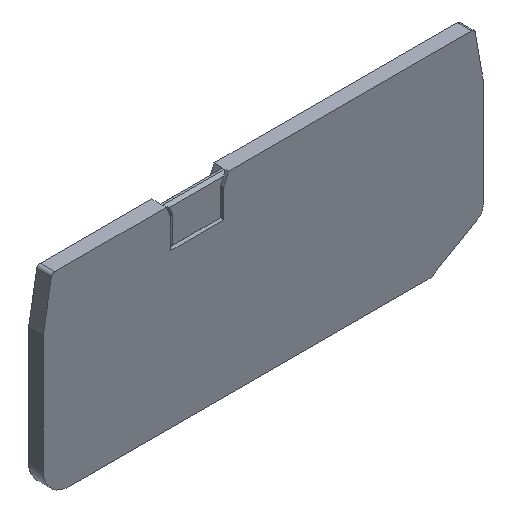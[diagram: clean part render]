
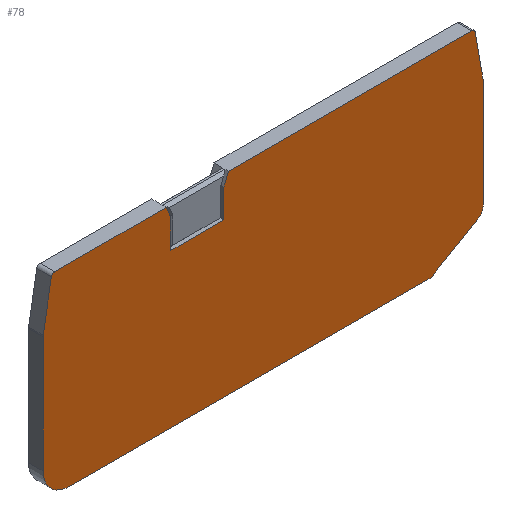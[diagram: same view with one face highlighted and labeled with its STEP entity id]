
A CAD part, isometric view. The second image highlights one B-rep face of the part: STEP entity #78.
In plain terms, the highlighted planar face has unit normal (0, -1, 0).
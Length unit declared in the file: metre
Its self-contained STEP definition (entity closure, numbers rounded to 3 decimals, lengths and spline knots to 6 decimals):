
#78 = ADVANCED_FACE( '', ( #128 ), #129, .T. );
#128 = FACE_OUTER_BOUND( '', #226, .T. );
#129 = PLANE( '', #227 );
#226 = EDGE_LOOP( '', ( #343, #344, #345, #346, #347, #348, #349, #350, #351, #352, #353, #354, #355, #356, #357, #358, #359, #360, #361, #362 ) );
#227 = AXIS2_PLACEMENT_3D( '', #363, #364, #365 );
#343 = ORIENTED_EDGE( '', *, *, #688, .T. );
#344 = ORIENTED_EDGE( '', *, *, #689, .T. );
#345 = ORIENTED_EDGE( '', *, *, #690, .T. );
#346 = ORIENTED_EDGE( '', *, *, #691, .T. );
#347 = ORIENTED_EDGE( '', *, *, #692, .T. );
#348 = ORIENTED_EDGE( '', *, *, #693, .T. );
#349 = ORIENTED_EDGE( '', *, *, #694, .T. );
#350 = ORIENTED_EDGE( '', *, *, #695, .T. );
#351 = ORIENTED_EDGE( '', *, *, #696, .T. );
#352 = ORIENTED_EDGE( '', *, *, #697, .T. );
#353 = ORIENTED_EDGE( '', *, *, #698, .T. );
#354 = ORIENTED_EDGE( '', *, *, #699, .T. );
#355 = ORIENTED_EDGE( '', *, *, #700, .T. );
#356 = ORIENTED_EDGE( '', *, *, #686, .T. );
#357 = ORIENTED_EDGE( '', *, *, #701, .T. );
#358 = ORIENTED_EDGE( '', *, *, #702, .T. );
#359 = ORIENTED_EDGE( '', *, *, #703, .T. );
#360 = ORIENTED_EDGE( '', *, *, #704, .T. );
#361 = ORIENTED_EDGE( '', *, *, #705, .T. );
#362 = ORIENTED_EDGE( '', *, *, #706, .T. );
#363 = CARTESIAN_POINT( '', ( 0.036704, -0.0022, 0.0187 ) );
#364 = DIRECTION( '', ( 0., -1., 0. ) );
#365 = DIRECTION( '', ( 0., 0., -1. ) );
#686 = EDGE_CURVE( '', #809, #807, #810, .T. );
#688 = EDGE_CURVE( '', #812, #813, #814, .T. );
#689 = EDGE_CURVE( '', #813, #815, #816, .T. );
#690 = EDGE_CURVE( '', #815, #817, #818, .T. );
#691 = EDGE_CURVE( '', #817, #819, #820, .T. );
#692 = EDGE_CURVE( '', #819, #821, #822, .T. );
#693 = EDGE_CURVE( '', #821, #823, #824, .T. );
#694 = EDGE_CURVE( '', #823, #825, #826, .T. );
#695 = EDGE_CURVE( '', #825, #827, #828, .T. );
#696 = EDGE_CURVE( '', #827, #829, #830, .T. );
#697 = EDGE_CURVE( '', #829, #831, #832, .T. );
#698 = EDGE_CURVE( '', #831, #833, #834, .T. );
#699 = EDGE_CURVE( '', #833, #835, #836, .T. );
#700 = EDGE_CURVE( '', #835, #809, #837, .T. );
#701 = EDGE_CURVE( '', #807, #838, #839, .T. );
#702 = EDGE_CURVE( '', #838, #840, #841, .T. );
#703 = EDGE_CURVE( '', #840, #842, #843, .T. );
#704 = EDGE_CURVE( '', #842, #844, #845, .T. );
#705 = EDGE_CURVE( '', #844, #846, #847, .T. );
#706 = EDGE_CURVE( '', #846, #812, #848, .T. );
#807 = VERTEX_POINT( '', #997 );
#809 = VERTEX_POINT( '', #1000 );
#810 = CIRCLE( '', #1001, 0.001 );
#812 = VERTEX_POINT( '', #1004 );
#813 = VERTEX_POINT( '', #1005 );
#814 = LINE( '', #1006, #1007 );
#815 = VERTEX_POINT( '', #1008 );
#816 = LINE( '', #1009, #1010 );
#817 = VERTEX_POINT( '', #1011 );
#818 = LINE( '', #1012, #1013 );
#819 = VERTEX_POINT( '', #1014 );
#820 = LINE( '', #1015, #1016 );
#821 = VERTEX_POINT( '', #1017 );
#822 = LINE( '', #1018, #1019 );
#823 = VERTEX_POINT( '', #1020 );
#824 = LINE( '', #1021, #1022 );
#825 = VERTEX_POINT( '', #1023 );
#826 = LINE( '', #1024, #1025 );
#827 = VERTEX_POINT( '', #1026 );
#828 = CIRCLE( '', #1027, 0.0005 );
#829 = VERTEX_POINT( '', #1028 );
#830 = LINE( '', #1029, #1030 );
#831 = VERTEX_POINT( '', #1031 );
#832 = CIRCLE( '', #1032, 0.001 );
#833 = VERTEX_POINT( '', #1033 );
#834 = LINE( '', #1034, #1035 );
#835 = VERTEX_POINT( '', #1036 );
#836 = CIRCLE( '', #1037, 0.004 );
#837 = LINE( '', #1038, #1039 );
#838 = VERTEX_POINT( '', #1040 );
#839 = LINE( '', #1041, #1042 );
#840 = VERTEX_POINT( '', #1043 );
#841 = CIRCLE( '', #1044, 0.002 );
#842 = VERTEX_POINT( '', #1045 );
#843 = LINE( '', #1046, #1047 );
#844 = VERTEX_POINT( '', #1048 );
#845 = CIRCLE( '', #1049, 0.001 );
#846 = VERTEX_POINT( '', #1050 );
#847 = LINE( '', #1051, #1052 );
#848 = CIRCLE( '', #1053, 0.0005 );
#997 = CARTESIAN_POINT( '', ( 0.030711, -0.0022, -0.009866 ) );
#1000 = CARTESIAN_POINT( '', ( 0.030211, -0.0022, -0.01 ) );
#1001 = AXIS2_PLACEMENT_3D( '', #1240, #1241, #1242 );
#1004 = CARTESIAN_POINT( '', ( 0.036704, -0.0022, 0.0192 ) );
#1005 = CARTESIAN_POINT( '', ( -0.000046, -0.0022, 0.0192 ) );
#1006 = CARTESIAN_POINT( '', ( 0.036704, -0.0022, 0.0192 ) );
#1007 = VECTOR( '', #1244, 1. );
#1008 = CARTESIAN_POINT( '', ( -0.00075, -0.0022, 0.0175 ) );
#1009 = CARTESIAN_POINT( '', ( 0.005159, -0.0022, 0.031766 ) );
#1010 = VECTOR( '', #1245, 1. );
#1011 = CARTESIAN_POINT( '', ( -0.00075, -0.0022, 0.0132 ) );
#1012 = CARTESIAN_POINT( '', ( -0.00075, -0.0022, 0.0187 ) );
#1013 = VECTOR( '', #1246, 1. );
#1014 = CARTESIAN_POINT( '', ( -0.00875, -0.0022, 0.0132 ) );
#1015 = CARTESIAN_POINT( '', ( 0.036704, -0.0022, 0.0132 ) );
#1016 = VECTOR( '', #1247, 1. );
#1017 = CARTESIAN_POINT( '', ( -0.00875, -0.0022, 0.0175 ) );
#1018 = CARTESIAN_POINT( '', ( -0.00875, -0.0022, 0.0187 ) );
#1019 = VECTOR( '', #1248, 1. );
#1020 = CARTESIAN_POINT( '', ( -0.009454, -0.0022, 0.0192 ) );
#1021 = CARTESIAN_POINT( '', ( -0.002518, -0.0022, 0.002454 ) );
#1022 = VECTOR( '', #1249, 1. );
#1023 = CARTESIAN_POINT( '', ( -0.026304, -0.0022, 0.0192 ) );
#1024 = CARTESIAN_POINT( '', ( 0.036704, -0.0022, 0.0192 ) );
#1025 = VECTOR( '', #1250, 1. );
#1026 = CARTESIAN_POINT( '', ( -0.026796, -0.0022, 0.018787 ) );
#1027 = AXIS2_PLACEMENT_3D( '', #1251, #1252, #1253 );
#1028 = CARTESIAN_POINT( '', ( -0.028035, -0.0022, 0.011762 ) );
#1029 = CARTESIAN_POINT( '', ( -0.026796, -0.0022, 0.018787 ) );
#1030 = VECTOR( '', #1254, 1. );
#1031 = CARTESIAN_POINT( '', ( -0.02805, -0.0022, 0.011588 ) );
#1032 = AXIS2_PLACEMENT_3D( '', #1255, #1256, #1257 );
#1033 = CARTESIAN_POINT( '', ( -0.02805, -0.0022, -0.006 ) );
#1034 = CARTESIAN_POINT( '', ( -0.02805, -0.0022, 0.011588 ) );
#1035 = VECTOR( '', #1258, 1. );
#1036 = CARTESIAN_POINT( '', ( -0.02405, -0.0022, -0.01 ) );
#1037 = AXIS2_PLACEMENT_3D( '', #1259, #1260, #1261 );
#1038 = CARTESIAN_POINT( '', ( -0.02405, -0.0022, -0.01 ) );
#1039 = VECTOR( '', #1262, 1. );
#1040 = CARTESIAN_POINT( '', ( 0.03745, -0.0022, -0.005975 ) );
#1041 = CARTESIAN_POINT( '', ( 0.03745, -0.0022, -0.005975 ) );
#1042 = VECTOR( '', #1263, 1. );
#1043 = CARTESIAN_POINT( '', ( 0.03845, -0.0022, -0.004243 ) );
#1044 = AXIS2_PLACEMENT_3D( '', #1264, #1265, #1266 );
#1045 = CARTESIAN_POINT( '', ( 0.03845, -0.0022, 0.011588 ) );
#1046 = CARTESIAN_POINT( '', ( 0.03845, -0.0022, -0.004243 ) );
#1047 = VECTOR( '', #1267, 1. );
#1048 = CARTESIAN_POINT( '', ( 0.038435, -0.0022, 0.011762 ) );
#1049 = AXIS2_PLACEMENT_3D( '', #1268, #1269, #1270 );
#1050 = CARTESIAN_POINT( '', ( 0.037196, -0.0022, 0.018787 ) );
#1051 = CARTESIAN_POINT( '', ( 0.037196, -0.0022, 0.018787 ) );
#1052 = VECTOR( '', #1271, 1. );
#1053 = AXIS2_PLACEMENT_3D( '', #1272, #1273, #1274 );
#1240 = CARTESIAN_POINT( '', ( 0.030211, -0.0022, -0.009 ) );
#1241 = DIRECTION( '', ( 0., -1., 0. ) );
#1242 = DIRECTION( '', ( 1., 0., 0. ) );
#1244 = DIRECTION( '', ( -1., 0., 0. ) );
#1245 = DIRECTION( '', ( -0.383, 0., -0.924 ) );
#1246 = DIRECTION( '', ( 0., 0., -1. ) );
#1247 = DIRECTION( '', ( -1., 0., 0. ) );
#1248 = DIRECTION( '', ( 0., 0., 1. ) );
#1249 = DIRECTION( '', ( -0.383, 0., 0.924 ) );
#1250 = DIRECTION( '', ( -1., 0., 0. ) );
#1251 = CARTESIAN_POINT( '', ( -0.026304, -0.0022, 0.0187 ) );
#1252 = DIRECTION( '', ( 0., -1., 0. ) );
#1253 = DIRECTION( '', ( 1., 0., 0. ) );
#1254 = DIRECTION( '', ( -0.174, 0., -0.985 ) );
#1255 = CARTESIAN_POINT( '', ( -0.02705, -0.0022, 0.011588 ) );
#1256 = DIRECTION( '', ( 0., -1., 0. ) );
#1257 = DIRECTION( '', ( 1., 0., 0. ) );
#1258 = DIRECTION( '', ( 0., 0., -1. ) );
#1259 = CARTESIAN_POINT( '', ( -0.02405, -0.0022, -0.006 ) );
#1260 = DIRECTION( '', ( 0., -1., 0. ) );
#1261 = DIRECTION( '', ( 1., 0., 0. ) );
#1262 = DIRECTION( '', ( 1., 0., 0. ) );
#1263 = DIRECTION( '', ( 0.866, 0., 0.5 ) );
#1264 = CARTESIAN_POINT( '', ( 0.03645, -0.0022, -0.004243 ) );
#1265 = DIRECTION( '', ( 0., -1., 0. ) );
#1266 = DIRECTION( '', ( -1., 0., 0. ) );
#1267 = DIRECTION( '', ( 0., 0., 1. ) );
#1268 = CARTESIAN_POINT( '', ( 0.03745, -0.0022, 0.011588 ) );
#1269 = DIRECTION( '', ( 0., -1., 0. ) );
#1270 = DIRECTION( '', ( -1., 0., 0. ) );
#1271 = DIRECTION( '', ( -0.174, 0., 0.985 ) );
#1272 = CARTESIAN_POINT( '', ( 0.036704, -0.0022, 0.0187 ) );
#1273 = DIRECTION( '', ( 0., -1., 0. ) );
#1274 = DIRECTION( '', ( 1., 0., 0. ) );
